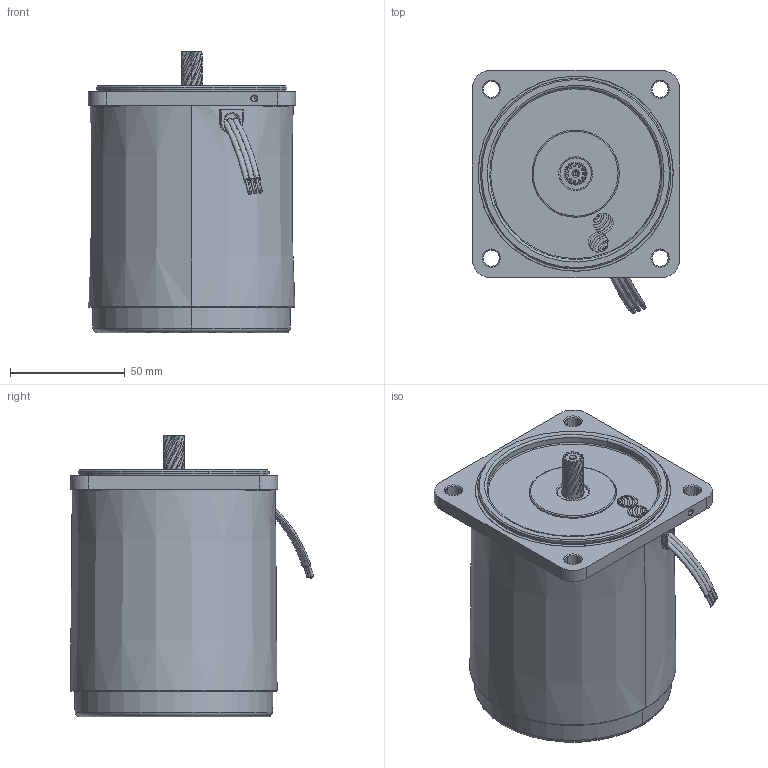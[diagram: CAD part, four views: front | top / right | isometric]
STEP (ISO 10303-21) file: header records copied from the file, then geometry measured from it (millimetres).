
FILE_DESCRIPTION (( 'STEP AP203' ), '1' );
FILE_NAME ('5TK20GN-¡¼P-5CA41¡¼6000Z0.STEP', '2018-04-23T04:40:12', ( '' ), ( '' ), 'SwSTEP 2.0', 'SolidWorks 2010', '' );
FILE_SCHEMA (( 'CONFIG_CONTROL_DESIGN' ));
Length unit declared in the file: millimetre
Products named in the file (6): 40GN; 出口線-3條; 5TK20GN-〖P-5CA41〖6000Z0; M540; 上蓋 C583-30; 線扣
Assembly tree (5 placements, depth 2):
  5TK20GN-〖P-5CA41〖6000Z0
    出口線-3條
    M540
    線扣
    40GN
    上蓋 C583-30
Bounding box: 90.3 x 105.88 x 122.5 mm (x, y, z)
Volume: 662517.5 mm3; surface area: 65518.3 mm2
Topology: 7 solids, 8 shells, 402 faces, 1025 edges, 658 vertices
Faces by surface type: cylinder 203, plane 73, torus 55, bspline 34, cone 33, sphere 4
Entity records: 17862 total; most frequent: CARTESIAN_POINT 7284, DIRECTION 2250, ORIENTED_EDGE 2034, EDGE_CURVE 1017, AXIS2_PLACEMENT_3D 972, VERTEX_POINT 658, CIRCLE 596, EDGE_LOOP 451
